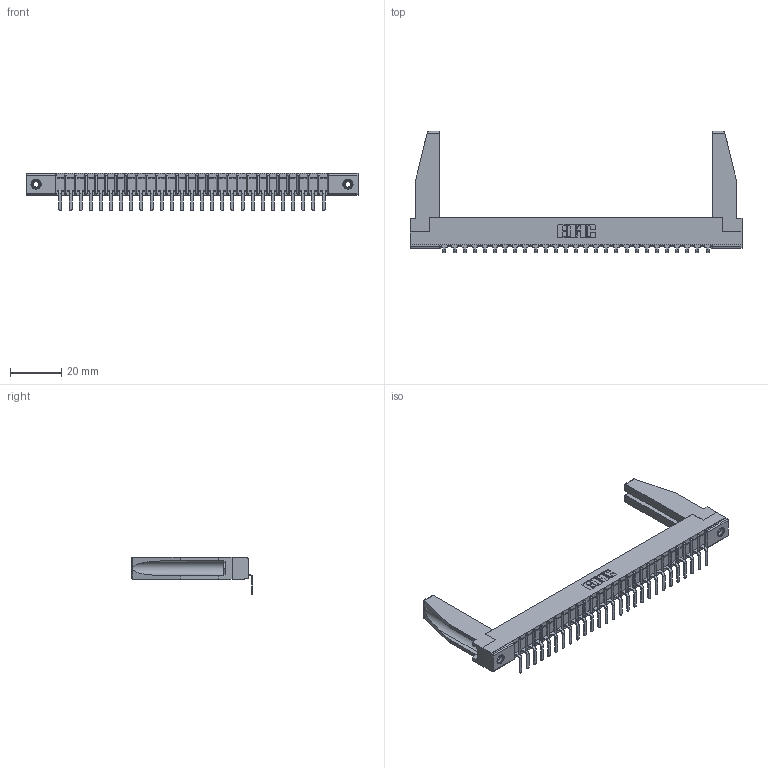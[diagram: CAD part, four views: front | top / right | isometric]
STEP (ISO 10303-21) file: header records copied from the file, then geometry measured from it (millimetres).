
FILE_DESCRIPTION (( 'STEP AP203' ), '1' );
FILE_NAME ('357-027-559-178.STEP', '2022-07-12T21:38:29', ( '' ), ( '' ), 'SwSTEP 2.0', 'SolidWorks 2020', '' );
FILE_SCHEMA (( 'CONFIG_CONTROL_DESIGN' ));
Length unit declared in the file: inch
Products named in the file (5): 307-220-078; 307-290-001_558 559 - 1 (Single); 307 Part_.156 Dia Mounting Holes; 345-250-001_345-250-001-102; 357-027-559-178
Assembly tree (32 placements, depth 2):
  357-027-559-178
    307 Part_.156 Dia Mounting Holes
    307-290-001_558 559 - 1 (Single)  x27
    307-220-078  x2
    345-250-001_345-250-001-102  x2
Bounding box: 130 x 47.41 x 14.81 mm (x, y, z)
Volume: 12203.1 mm3; surface area: 16816.7 mm2
Topology: 32 solids, 32 shells, 1896 faces, 5351 edges, 3446 vertices
Faces by surface type: plane 1207, cylinder 617, sphere 56, cone 12, torus 4
Entity records: 27539 total; most frequent: CARTESIAN_POINT 4634, ORIENTED_EDGE 4576, DIRECTION 4472, EDGE_CURVE 2288, VECTOR 1752, LINE 1752, VERTEX_POINT 1480, AXIS2_PLACEMENT_3D 1360
